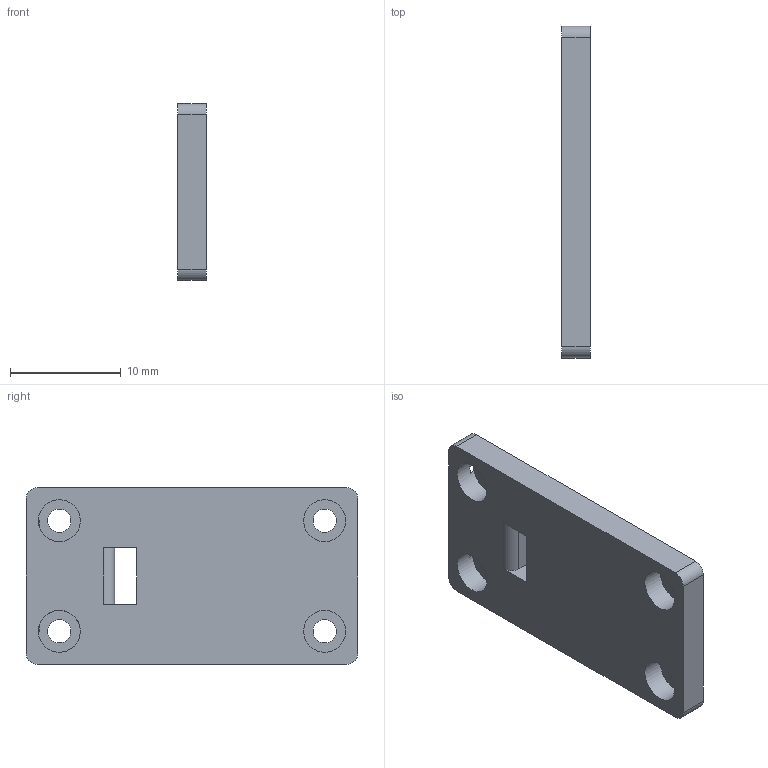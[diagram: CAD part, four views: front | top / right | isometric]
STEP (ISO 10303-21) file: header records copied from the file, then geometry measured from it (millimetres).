
FILE_DESCRIPTION(/* description */ (''),/* implementation_level */ '2;1');
FILE_NAME(/* name */ 'Counterweight Belt Clip.step',/* time_stamp */ '2023-01-31T09:34:02-06:00',/* author */ (''),/* organization */ (''),/* preprocessor_version */ 'ST-DEVELOPER v19.2',/* originating_system */ 'Autodesk Translation Framework v11.17.0.187',/* authorisation */ '');
FILE_SCHEMA (('AUTOMOTIVE_DESIGN { 1 0 10303 214 3 1 1 }'));
Length unit declared in the file: millimetre
Products named in the file (1): Counterweight Belt Clip
Bounding box: 2.6 x 30 x 16 mm (x, y, z)
Volume: 1066.7 mm3; surface area: 1339 mm2
Topology: 1 solids, 1 shells, 56 faces, 138 edges, 92 vertices
Faces by surface type: plane 34, cylinder 22
Full cylindrical faces by diameter (mm): 2.1 x4, 3.8 x4
Entity records: 1731 total; most frequent: DIRECTION 300, CARTESIAN_POINT 287, ORIENTED_EDGE 276, EDGE_CURVE 138, AXIS2_PLACEMENT_3D 105, VERTEX_POINT 92, LINE 90, VECTOR 90
